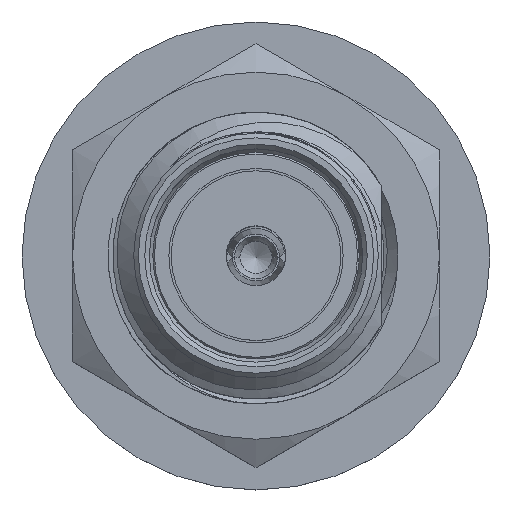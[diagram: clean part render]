
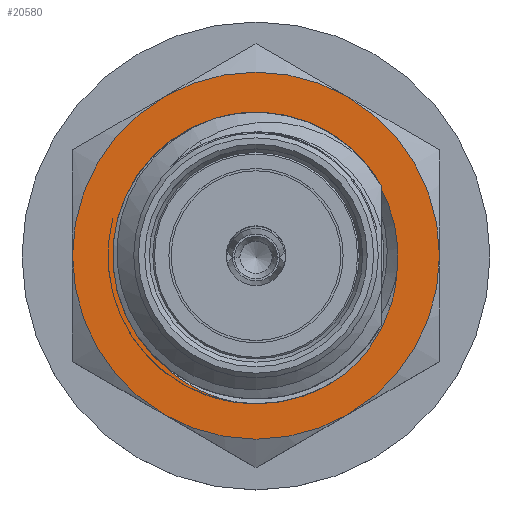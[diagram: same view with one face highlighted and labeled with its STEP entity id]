
A CAD part, top view. The second image highlights one B-rep face of the part: STEP entity #20580.
In plain terms, the highlighted planar face has unit normal (0, 0, 1).
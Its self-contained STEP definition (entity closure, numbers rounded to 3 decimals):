
#4142=B_SPLINE_CURVE_WITH_KNOTS('',3,(#56001,#56002,#56003,#56004),
 .UNSPECIFIED.,.F.,.F.,(4,4),(0.,1.),.UNSPECIFIED.);
#4143=B_SPLINE_CURVE_WITH_KNOTS('',3,(#56006,#56007,#56008,#56009),
 .UNSPECIFIED.,.F.,.F.,(4,4),(0.,1.),.UNSPECIFIED.);
#4144=B_SPLINE_CURVE_WITH_KNOTS('',3,(#56011,#56012,#56013,#56014),
 .UNSPECIFIED.,.F.,.F.,(4,4),(0.,1.),.UNSPECIFIED.);
#4145=B_SPLINE_CURVE_WITH_KNOTS('',3,(#56016,#56017,#56018,#56019),
 .UNSPECIFIED.,.F.,.F.,(4,4),(0.,1.),.UNSPECIFIED.);
#4634=PLANE('',#21404);
#10816=ORIENTED_EDGE('',*,*,#14075,.T.);
#10817=ORIENTED_EDGE('',*,*,#14076,.T.);
#10818=ORIENTED_EDGE('',*,*,#14077,.T.);
#10819=ORIENTED_EDGE('',*,*,#14072,.T.);
#10820=ORIENTED_EDGE('',*,*,#14074,.T.);
#10821=ORIENTED_EDGE('',*,*,#14048,.T.);
#10822=ORIENTED_EDGE('',*,*,#14044,.T.);
#10823=ORIENTED_EDGE('',*,*,#14041,.T.);
#10824=ORIENTED_EDGE('',*,*,#14039,.T.);
#10825=ORIENTED_EDGE('',*,*,#14035,.T.);
#10826=ORIENTED_EDGE('',*,*,#14032,.T.);
#14032=EDGE_CURVE('',#15777,#15778,#15989,.T.);
#14035=EDGE_CURVE('',#15780,#15777,#15990,.T.);
#14039=EDGE_CURVE('',#15783,#15780,#15991,.T.);
#14041=EDGE_CURVE('',#15784,#15783,#15992,.T.);
#14044=EDGE_CURVE('',#15786,#15784,#15993,.T.);
#14048=EDGE_CURVE('',#15778,#15786,#15994,.T.);
#14072=EDGE_CURVE('',#15802,#15805,#15996,.T.);
#14074=EDGE_CURVE('',#15805,#15806,#4142,.T.);
#14075=EDGE_CURVE('',#15806,#15807,#4143,.T.);
#14076=EDGE_CURVE('',#15807,#15808,#4144,.T.);
#14077=EDGE_CURVE('',#15808,#15802,#4145,.T.);
#15777=VERTEX_POINT('',#55810);
#15778=VERTEX_POINT('',#55811);
#15780=VERTEX_POINT('',#55823);
#15783=VERTEX_POINT('',#55840);
#15784=VERTEX_POINT('',#55847);
#15786=VERTEX_POINT('',#55859);
#15802=VERTEX_POINT('',#55965);
#15805=VERTEX_POINT('',#55978);
#15806=VERTEX_POINT('',#56000);
#15807=VERTEX_POINT('',#56010);
#15808=VERTEX_POINT('',#56015);
#15989=CIRCLE('',#21384,4.);
#15990=CIRCLE('',#21386,4.);
#15991=CIRCLE('',#21388,4.);
#15992=CIRCLE('',#21390,4.);
#15993=CIRCLE('',#21392,4.);
#15994=CIRCLE('',#21394,4.);
#15996=CIRCLE('',#21403,3.095);
#17510=EDGE_LOOP('',(#10816,#10817,#10818,#10819,#10820));
#17511=EDGE_LOOP('',(#10821,#10822,#10823,#10824,#10825,#10826));
#19048=FACE_BOUND('',#17510,.T.);
#19049=FACE_BOUND('',#17511,.T.);
#20580=ADVANCED_FACE('',(#19048,#19049),#4634,.T.);
#21384=AXIS2_PLACEMENT_3D('',#55809,#23109,#23110);
#21386=AXIS2_PLACEMENT_3D('',#55822,#23113,#23114);
#21388=AXIS2_PLACEMENT_3D('',#55839,#23117,#23118);
#21390=AXIS2_PLACEMENT_3D('',#55846,#23121,#23122);
#21392=AXIS2_PLACEMENT_3D('',#55858,#23125,#23126);
#21394=AXIS2_PLACEMENT_3D('',#55875,#23129,#23130);
#21403=AXIS2_PLACEMENT_3D('',#55979,#23153,#23154);
#21404=AXIS2_PLACEMENT_3D('',#56005,#23155,#23156);
#23109=DIRECTION('',(0.,0.,1.));
#23110=DIRECTION('',(-0.5,-0.866,0.));
#23113=DIRECTION('',(0.,0.,1.));
#23114=DIRECTION('',(-1.,0.,0.));
#23117=DIRECTION('',(0.,0.,1.));
#23118=DIRECTION('',(-0.5,0.866,0.));
#23121=DIRECTION('',(0.,0.,1.));
#23122=DIRECTION('',(0.5,0.866,0.));
#23125=DIRECTION('',(0.,0.,1.));
#23126=DIRECTION('',(1.,0.,0.));
#23129=DIRECTION('',(0.,0.,1.));
#23130=DIRECTION('',(0.5,-0.866,0.));
#23153=DIRECTION('',(0.,0.,-1.));
#23154=DIRECTION('',(-0.795,-0.607,0.));
#23155=DIRECTION('',(0.,0.,1.));
#23156=DIRECTION('',(0.,1.,0.));
#55809=CARTESIAN_POINT('',(0.,0.,7.641));
#55810=CARTESIAN_POINT('',(-2.,-3.464,7.641));
#55811=CARTESIAN_POINT('',(2.,-3.464,7.641));
#55822=CARTESIAN_POINT('',(0.,0.,7.641));
#55823=CARTESIAN_POINT('',(-4.,0.,7.641));
#55839=CARTESIAN_POINT('',(0.,0.,7.641));
#55840=CARTESIAN_POINT('',(-2.,3.464,7.641));
#55846=CARTESIAN_POINT('',(0.,0.,7.641));
#55847=CARTESIAN_POINT('',(2.,3.464,7.641));
#55858=CARTESIAN_POINT('',(0.,0.,7.641));
#55859=CARTESIAN_POINT('',(4.,0.,7.641));
#55875=CARTESIAN_POINT('',(0.,0.,7.641));
#55965=CARTESIAN_POINT('',(-2.46,-1.878,7.641));
#55978=CARTESIAN_POINT('',(3.072,-0.38,7.641));
#55979=CARTESIAN_POINT('',(0.,0.,7.641));
#56000=CARTESIAN_POINT('',(2.937,-1.094,7.641));
#56001=CARTESIAN_POINT('',(3.072,-0.38,7.641));
#56002=CARTESIAN_POINT('',(3.055,-0.622,7.641));
#56003=CARTESIAN_POINT('',(3.01,-0.86,7.641));
#56004=CARTESIAN_POINT('',(2.937,-1.094,7.641));
#56005=CARTESIAN_POINT('',(0.,0.,7.641));
#56006=CARTESIAN_POINT('',(2.937,-1.094,7.641));
#56007=CARTESIAN_POINT('',(2.76,-1.66,7.641));
#56008=CARTESIAN_POINT('',(2.426,-2.165,7.641));
#56009=CARTESIAN_POINT('',(1.974,-2.554,7.641));
#56010=CARTESIAN_POINT('',(1.974,-2.554,7.641));
#56011=CARTESIAN_POINT('',(1.974,-2.554,7.641));
#56012=CARTESIAN_POINT('',(1.303,-3.072,7.641));
#56013=CARTESIAN_POINT('',(0.429,-3.31,7.641));
#56014=CARTESIAN_POINT('',(-0.415,-3.201,7.641));
#56015=CARTESIAN_POINT('',(-0.415,-3.201,7.641));
#56016=CARTESIAN_POINT('',(-0.415,-3.201,7.641));
#56017=CARTESIAN_POINT('',(-1.245,-3.049,7.641));
#56018=CARTESIAN_POINT('',(-1.995,-2.561,7.641));
#56019=CARTESIAN_POINT('',(-2.46,-1.878,7.641));
